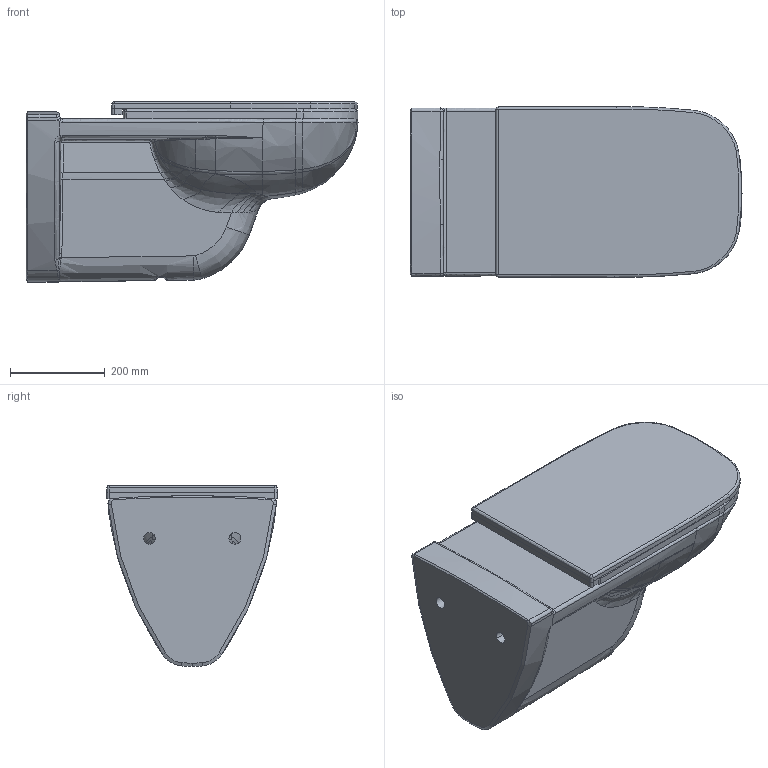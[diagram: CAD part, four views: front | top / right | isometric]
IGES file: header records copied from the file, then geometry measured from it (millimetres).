
Global section: file name: No Iges File Name specified; native system: Autodesk Inventor 2011; preprocessor: AutoDesk Inventor Iges Exporter R2011; author: Administrator; date: 20121106.150237; units: millimetre
Bounding box: 700.04 x 359.66 x 381.42 mm (x, y, z)
Volume: 38093416.1 mm3; surface area: 1584162.4 mm2
Topology: 3 solids, 3 shells, 357 faces, 833 edges, 471 vertices
Faces by surface type: bspline 283, plane 20, cylinder 18, revolution 14, torus 10, sphere 8, cone 4
